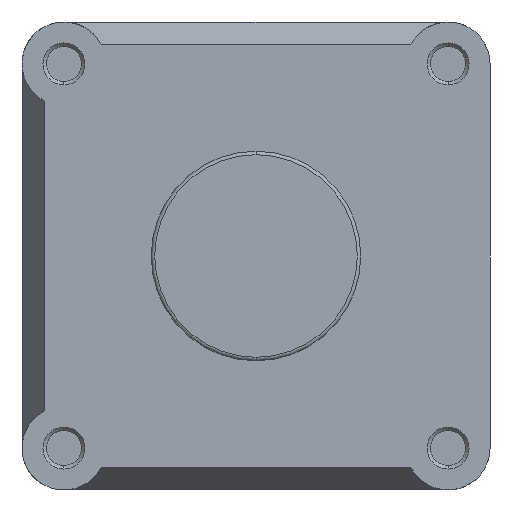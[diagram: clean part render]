
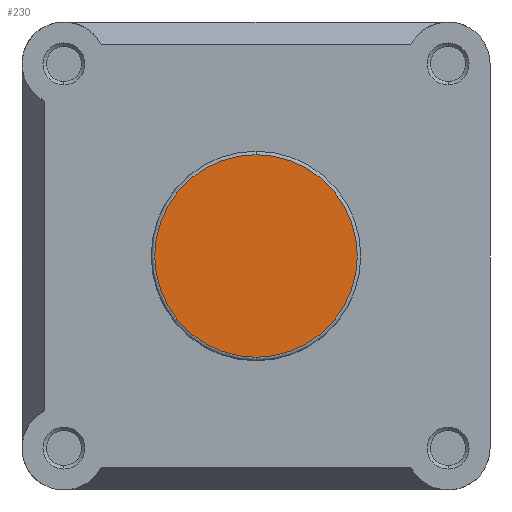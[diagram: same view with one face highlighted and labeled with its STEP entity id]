
A CAD part, left-side view. The second image highlights one B-rep face of the part: STEP entity #230.
In plain terms, the highlighted planar face has unit normal (-1, 0, 0).
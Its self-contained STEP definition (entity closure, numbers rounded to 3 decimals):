
#230 = ADVANCED_FACE ( 'NONE', ( #2301 ), #4842, .F. ) ;
#354 = EDGE_CURVE ( 'NONE', #2491, #2470, #5983, .T. ) ;
#373 = EDGE_CURVE ( 'NONE', #2470, #2491, #6010, .T. ) ;
#1149 = AXIS2_PLACEMENT_3D ( 'NONE', #4841, #4844, #4845 ) ;
#1184 = AXIS2_PLACEMENT_3D ( 'NONE', #5154, #5155, #5156 ) ;
#1192 = AXIS2_PLACEMENT_3D ( 'NONE', #5204, #5206, #5207 ) ;
#1848 = EDGE_LOOP ( 'NONE', ( #3884, #3885 ) ) ;
#2301 = FACE_OUTER_BOUND ( 'NONE', #1848, .T. ) ;
#2470 = VERTEX_POINT ( 'NONE', #7513 ) ;
#2491 = VERTEX_POINT ( 'NONE', #7534 ) ;
#3884 = ORIENTED_EDGE ( 'NONE', *, *, #354, .T. ) ;
#3885 = ORIENTED_EDGE ( 'NONE', *, *, #373, .T. ) ;
#4841 = CARTESIAN_POINT ( 'NONE',  ( 0., 30., 0. ) ) ;
#4842 = PLANE ( 'NONE',  #1149 ) ;
#4844 = DIRECTION ( 'NONE',  ( 1., 0., 0. ) ) ;
#4845 = DIRECTION ( 'NONE',  ( 0., 0., -1. ) ) ;
#5154 = CARTESIAN_POINT ( 'NONE',  ( 0., 0., 0. ) ) ;
#5155 = DIRECTION ( 'NONE',  ( -1., 0., 0. ) ) ;
#5156 = DIRECTION ( 'NONE',  ( 0., 0., -1. ) ) ;
#5204 = CARTESIAN_POINT ( 'NONE',  ( 0., 0., 0. ) ) ;
#5206 = DIRECTION ( 'NONE',  ( -1., 0., 0. ) ) ;
#5207 = DIRECTION ( 'NONE',  ( 0., 0., -1. ) ) ;
#5983 = CIRCLE ( 'NONE', #1184, 29. ) ;
#6010 = CIRCLE ( 'NONE', #1192, 29. ) ;
#7513 = CARTESIAN_POINT ( 'NONE',  ( 0., 0., 29. ) ) ;
#7534 = CARTESIAN_POINT ( 'NONE',  ( 0., 0., -29. ) ) ;
